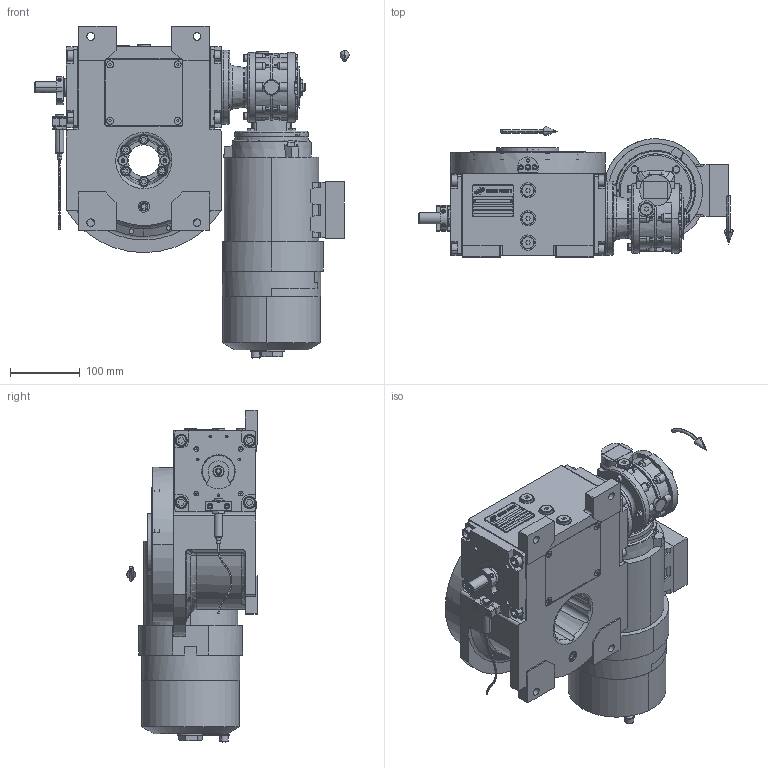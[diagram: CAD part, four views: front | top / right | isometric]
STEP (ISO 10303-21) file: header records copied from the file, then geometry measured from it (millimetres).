
FILE_DESCRIPTION (( 'STEP AP203' ), '1' );
FILE_NAME ('PC5201836.step', '2026-02-10T12:36:01', ( '' ), ( '' ), 'SwSTEP 2.0', 'SolidWorks 2020', '' );
FILE_SCHEMA (( 'CONFIG_CONTROL_DESIGN' ));
Length unit declared in the file: millimetre
Products named in the file (87): AS_rig06_004_s_001; CFN2203_02_001.stp; cfn2000_01_161; cfn2000_01_126; cfn2003_01_054; rig06_002_bl_003; freccia_angolare; CFN2010_01_012.stp; cfn2158_01_011; cfn2000_01_103; cfn2107_01_001; RMI40_F1_LCB_DX_71B14; cfn2128_19_002; cfn2000_01_124; CFN2223_01-570X6-B.stp; CFN2104_02_017.stp; CFN2356_03_047.stp; cfn2476_01_002_60x46; cfn2151_01_290; AS_rig06_017; RIG06_021_AF0.stp; AS_rig06_016; cfn2115_02_182; AS_rig06_071_8_m; AS_900_38_11_06_4; rig06_017; CFN2000_01_185.stp; rig06_071_08_m_asm.stp; cfn2115_02_165; cfn2155_01_056; rig06_001_a; PC5201836; rig06_007_master; 900_38_30_003; freccia_angolare_albero; cfn2151_01_109; cfn2070_05_005; cfn2400_04_003; AS_cfn2476_01_002_60x46; cfn2151_01_090 ...
Assembly tree (80 placements, depth 5):
  CFN2203_02_001.stp
  CFN2010_01_012.stp
  CFN2223_01-570X6-B.stp
  CFN2356_03_047.stp
  cfn2151_01_290
Bounding box: 451 x 187 x 476.18 mm (x, y, z)
Volume: 7580873.4 mm3; surface area: 1124860 mm2
Topology: 70 solids, 72 shells, 3594 faces, 9062 edges, 5817 vertices
Faces by surface type: plane 1688, cylinder 1242, cone 480, torus 153, bspline 25, sphere 6
Entity records: 125975 total; most frequent: CARTESIAN_POINT 32742, DIRECTION 17832, ORIENTED_EDGE 17304, EDGE_CURVE 8654, AXIS2_PLACEMENT_3D 6501, VERTEX_POINT 5612, LINE 4830, VECTOR 4830
